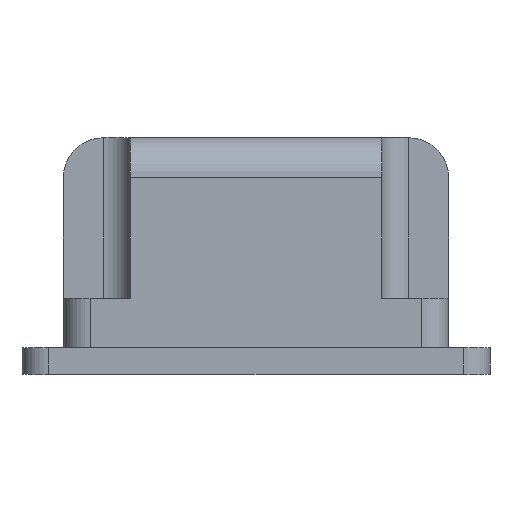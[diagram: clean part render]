
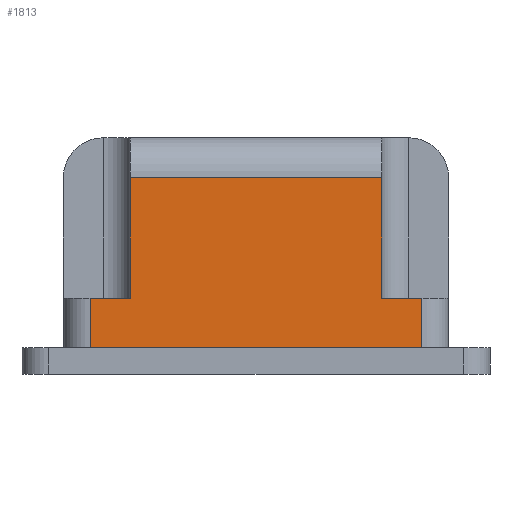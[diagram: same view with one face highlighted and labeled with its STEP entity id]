
A CAD part, front view. The second image highlights one B-rep face of the part: STEP entity #1813.
In plain terms, the highlighted planar face has unit normal (0, -1, 0).
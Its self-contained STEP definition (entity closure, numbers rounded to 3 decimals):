
#55=PLANE('',#1930);
#120=FACE_OUTER_BOUND('',#214,.T.);
#214=EDGE_LOOP('',(#1295,#1296,#1297,#1298,#1299,#1300,#1301,#1302));
#366=LINE('',#2700,#563);
#367=LINE('',#2703,#564);
#370=LINE('',#2709,#567);
#371=LINE('',#2711,#568);
#372=LINE('',#2713,#569);
#373=LINE('',#2715,#570);
#374=LINE('',#2717,#571);
#375=LINE('',#2718,#572);
#563=VECTOR('',#2151,10.);
#564=VECTOR('',#2154,10.);
#567=VECTOR('',#2159,10.);
#568=VECTOR('',#2160,10.);
#569=VECTOR('',#2161,10.);
#570=VECTOR('',#2162,10.);
#571=VECTOR('',#2163,10.);
#572=VECTOR('',#2164,10.);
#829=VERTEX_POINT('',#2693);
#832=VERTEX_POINT('',#2698);
#833=VERTEX_POINT('',#2702);
#835=VERTEX_POINT('',#2708);
#836=VERTEX_POINT('',#2710);
#837=VERTEX_POINT('',#2712);
#838=VERTEX_POINT('',#2714);
#839=VERTEX_POINT('',#2716);
#1014=EDGE_CURVE('',#832,#829,#366,.T.);
#1015=EDGE_CURVE('',#833,#829,#367,.T.);
#1018=EDGE_CURVE('',#832,#835,#370,.T.);
#1019=EDGE_CURVE('',#835,#836,#371,.T.);
#1020=EDGE_CURVE('',#837,#836,#372,.T.);
#1021=EDGE_CURVE('',#838,#837,#373,.T.);
#1022=EDGE_CURVE('',#839,#838,#374,.T.);
#1023=EDGE_CURVE('',#839,#833,#375,.T.);
#1295=ORIENTED_EDGE('',*,*,#1014,.F.);
#1296=ORIENTED_EDGE('',*,*,#1018,.T.);
#1297=ORIENTED_EDGE('',*,*,#1019,.T.);
#1298=ORIENTED_EDGE('',*,*,#1020,.F.);
#1299=ORIENTED_EDGE('',*,*,#1021,.F.);
#1300=ORIENTED_EDGE('',*,*,#1022,.F.);
#1301=ORIENTED_EDGE('',*,*,#1023,.T.);
#1302=ORIENTED_EDGE('',*,*,#1015,.T.);
#1813=ADVANCED_FACE('',(#120),#55,.T.);
#1930=AXIS2_PLACEMENT_3D('',#2707,#2157,#2158);
#2151=DIRECTION('',(1.,0.,0.));
#2154=DIRECTION('',(0.,0.,1.));
#2157=DIRECTION('center_axis',(0.,-1.,0.));
#2158=DIRECTION('ref_axis',(1.,0.,0.));
#2159=DIRECTION('',(0.,0.,-1.));
#2160=DIRECTION('',(-1.,0.,0.));
#2161=DIRECTION('',(0.,0.,1.));
#2162=DIRECTION('',(-1.,0.,0.));
#2163=DIRECTION('',(0.,0.,-1.));
#2164=DIRECTION('',(-1.,0.,0.));
#2693=CARTESIAN_POINT('',(9.414,-26.86,10.97));
#2698=CARTESIAN_POINT('',(-9.414,-26.86,10.97));
#2700=CARTESIAN_POINT('',(-7.207,-26.86,10.97));
#2702=CARTESIAN_POINT('',(9.414,-26.86,1.97));
#2703=CARTESIAN_POINT('',(9.414,-26.86,7.874));
#2707=CARTESIAN_POINT('Origin',(-14.414,-26.86,1.778));
#2708=CARTESIAN_POINT('',(-9.414,-26.86,1.97));
#2709=CARTESIAN_POINT('',(-9.414,-26.86,7.874));
#2710=CARTESIAN_POINT('',(-12.414,-26.86,1.97));
#2711=CARTESIAN_POINT('',(-13.164,-26.86,1.97));
#2712=CARTESIAN_POINT('',(-12.414,-26.86,-1.722));
#2713=CARTESIAN_POINT('',(-12.414,-26.86,1.778));
#2714=CARTESIAN_POINT('',(12.414,-26.86,-1.722));
#2715=CARTESIAN_POINT('',(-14.414,-26.86,-1.722));
#2716=CARTESIAN_POINT('',(12.414,-26.86,1.97));
#2717=CARTESIAN_POINT('',(12.414,-26.86,1.778));
#2718=CARTESIAN_POINT('',(-1.25,-26.86,1.97));
